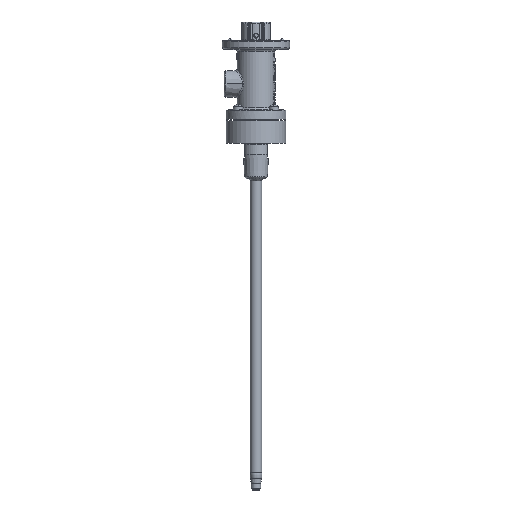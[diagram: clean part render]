
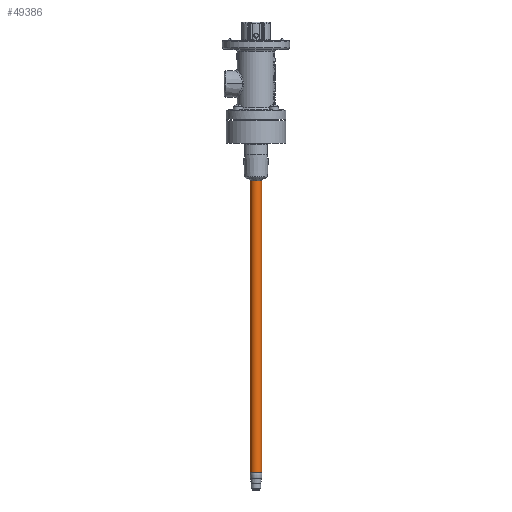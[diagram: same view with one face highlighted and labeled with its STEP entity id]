
A CAD part, front view. The second image highlights one B-rep face of the part: STEP entity #49386.
In plain terms, the highlighted cylindrical face has radius 4.763 mm (diameter 9.525 mm), a partial arc.
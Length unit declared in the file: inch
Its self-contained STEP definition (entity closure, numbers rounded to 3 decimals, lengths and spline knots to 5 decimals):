
#2674 = CARTESIAN_POINT ( 'NONE',  ( 0.1875, 0., -2.0765 ) ) ;
#3189 = EDGE_CURVE ( 'NONE', #47252, #35502, #79367, .T. ) ;
#4484 = EDGE_CURVE ( 'NONE', #35502, #65824, #73171, .T. ) ;
#12254 = CARTESIAN_POINT ( 'NONE',  ( 0., 0., -0.67125 ) ) ;
#13320 = AXIS2_PLACEMENT_3D ( 'NONE', #12254, #33843, #78673 ) ;
#15336 = CIRCLE ( 'NONE', #19380, 0.1875 ) ;
#18690 = ORIENTED_EDGE ( 'NONE', *, *, #3189, .F. ) ;
#19380 = AXIS2_PLACEMENT_3D ( 'NONE', #72478, #33904, #28032 ) ;
#28032 = DIRECTION ( 'NONE',  ( 1., 0., 0. ) ) ;
#29162 = ORIENTED_EDGE ( 'NONE', *, *, #4484, .F. ) ;
#29173 = DIRECTION ( 'NONE',  ( 1., 0., 0. ) ) ;
#30104 = VECTOR ( 'NONE', #61420, 39.37008 ) ;
#33843 = DIRECTION ( 'NONE',  ( 0., 0., 1. ) ) ;
#33904 = DIRECTION ( 'NONE',  ( 0., 0., 1. ) ) ;
#35502 = VERTEX_POINT ( 'NONE', #51047 ) ;
#39989 = ORIENTED_EDGE ( 'NONE', *, *, #54482, .T. ) ;
#41497 = CARTESIAN_POINT ( 'NONE',  ( 0., 0., -2.0765 ) ) ;
#47180 = LINE ( 'NONE', #80895, #30104 ) ;
#47252 = VERTEX_POINT ( 'NONE', #67301 ) ;
#49386 = ADVANCED_FACE ( 'NONE', ( #65893 ), #74938, .T. ) ;
#51047 = CARTESIAN_POINT ( 'NONE',  ( -0.1875, 0., -2.0765 ) ) ;
#51215 = DIRECTION ( 'NONE',  ( 0., 0., 1. ) ) ;
#51813 = EDGE_CURVE ( 'NONE', #47252, #77990, #15336, .T. ) ;
#51915 = EDGE_LOOP ( 'NONE', ( #18690, #83233, #39989, #29162 ) ) ;
#54482 = EDGE_CURVE ( 'NONE', #77990, #65824, #47180, .T. ) ;
#61420 = DIRECTION ( 'NONE',  ( 0., 0., 1. ) ) ;
#65027 = CARTESIAN_POINT ( 'NONE',  ( -0.1875, 0., -0.67125 ) ) ;
#65824 = VERTEX_POINT ( 'NONE', #2674 ) ;
#65893 = FACE_OUTER_BOUND ( 'NONE', #51915, .T. ) ;
#67301 = CARTESIAN_POINT ( 'NONE',  ( -0.1875, 0., -11.79625 ) ) ;
#72478 = CARTESIAN_POINT ( 'NONE',  ( 0., 0., -11.79625 ) ) ;
#73171 = CIRCLE ( 'NONE', #79746, 0.1875 ) ;
#73629 = CARTESIAN_POINT ( 'NONE',  ( 0.1875, 0., -11.79625 ) ) ;
#74938 = CYLINDRICAL_SURFACE ( 'NONE', #13320, 0.1875 ) ;
#77990 = VERTEX_POINT ( 'NONE', #73629 ) ;
#78673 = DIRECTION ( 'NONE',  ( 1., 0., 0. ) ) ;
#79367 = LINE ( 'NONE', #65027, #82478 ) ;
#79746 = AXIS2_PLACEMENT_3D ( 'NONE', #41497, #80478, #29173 ) ;
#80478 = DIRECTION ( 'NONE',  ( 0., 0., 1. ) ) ;
#80895 = CARTESIAN_POINT ( 'NONE',  ( 0.1875, 0., -0.67125 ) ) ;
#82478 = VECTOR ( 'NONE', #51215, 39.37008 ) ;
#83233 = ORIENTED_EDGE ( 'NONE', *, *, #51813, .T. ) ;
